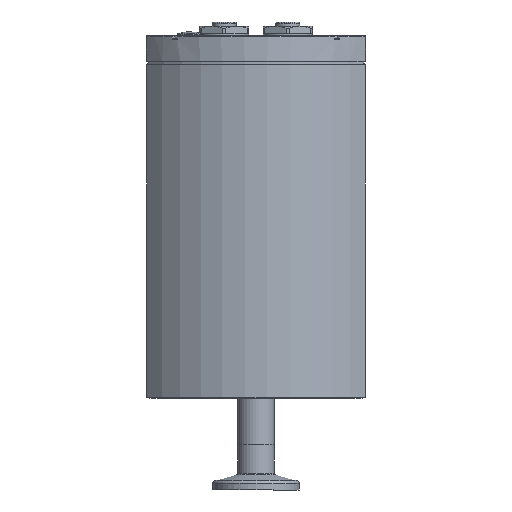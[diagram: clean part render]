
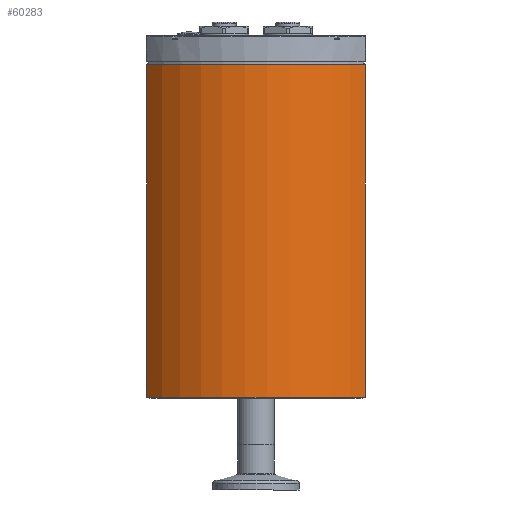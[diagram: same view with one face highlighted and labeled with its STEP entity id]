
A CAD part, left-side view. The second image highlights one B-rep face of the part: STEP entity #60283.
In plain terms, the highlighted cylindrical face has radius 48.5 mm (diameter 97 mm), a partial arc.
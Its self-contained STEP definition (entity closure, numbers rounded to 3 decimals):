
#3590=CIRCLE('',#64493,48.5);
#3601=CIRCLE('',#64512,48.5);
#7084=CYLINDRICAL_SURFACE('',#64511,48.5);
#8744=FACE_OUTER_BOUND('',#12225,.T.);
#12225=EDGE_LOOP('',(#41072,#41073,#41074,#41075));
#16105=LINE('',#95391,#19951);
#16106=LINE('',#95395,#19952);
#19951=VECTOR('',#73481,10.);
#19952=VECTOR('',#73486,10.);
#24946=VERTEX_POINT('',#95345);
#24947=VERTEX_POINT('',#95347);
#24961=VERTEX_POINT('',#95389);
#24962=VERTEX_POINT('',#95393);
#31001=EDGE_CURVE('',#24946,#24947,#3590,.T.);
#31023=EDGE_CURVE('',#24961,#24947,#16105,.T.);
#31024=EDGE_CURVE('',#24961,#24962,#3601,.T.);
#31025=EDGE_CURVE('',#24962,#24946,#16106,.T.);
#41072=ORIENTED_EDGE('',*,*,#31024,.F.);
#41073=ORIENTED_EDGE('',*,*,#31023,.T.);
#41074=ORIENTED_EDGE('',*,*,#31001,.F.);
#41075=ORIENTED_EDGE('',*,*,#31025,.F.);
#60283=ADVANCED_FACE('',(#8744),#7084,.T.);
#64493=AXIS2_PLACEMENT_3D('',#95348,#73434,#73435);
#64511=AXIS2_PLACEMENT_3D('',#95392,#73482,#73483);
#64512=AXIS2_PLACEMENT_3D('',#95394,#73484,#73485);
#73434=DIRECTION('center_axis',(0.,0.,
1.));
#73435=DIRECTION('ref_axis',(-0.626,-0.78,0.));
#73481=DIRECTION('',(0.,0.,1.));
#73482=DIRECTION('center_axis',(0.,0.,
1.));
#73483=DIRECTION('ref_axis',(-0.626,-0.78,0.));
#73484=DIRECTION('center_axis',(0.,0.,
-1.));
#73485=DIRECTION('ref_axis',(-0.626,-0.78,0.));
#73486=DIRECTION('',(0.,0.,1.));
#95345=CARTESIAN_POINT('',(-19.849,37.831,124.6));
#95347=CARTESIAN_POINT('',(-19.849,-37.831,124.6));
#95348=CARTESIAN_POINT('Origin',(10.5,0.,
124.6));
#95389=CARTESIAN_POINT('',(-19.849,-37.831,9.6));
#95391=CARTESIAN_POINT('',(-19.849,-37.831,9.6));
#95392=CARTESIAN_POINT('Origin',(10.5,0.,9.6));
#95393=CARTESIAN_POINT('',(-19.849,37.831,9.6));
#95394=CARTESIAN_POINT('Origin',(10.5,0.,9.6));
#95395=CARTESIAN_POINT('',(-19.849,37.831,9.6));
